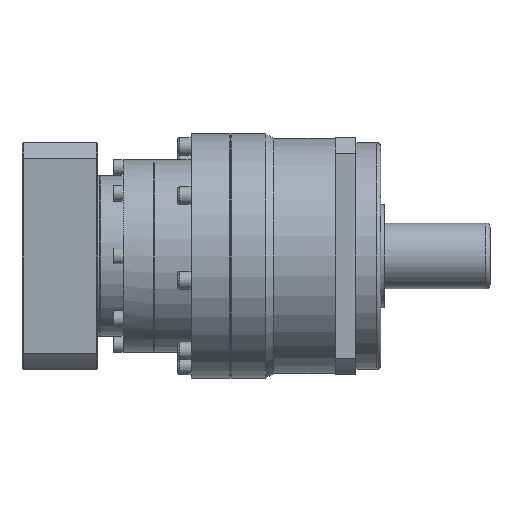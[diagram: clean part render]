
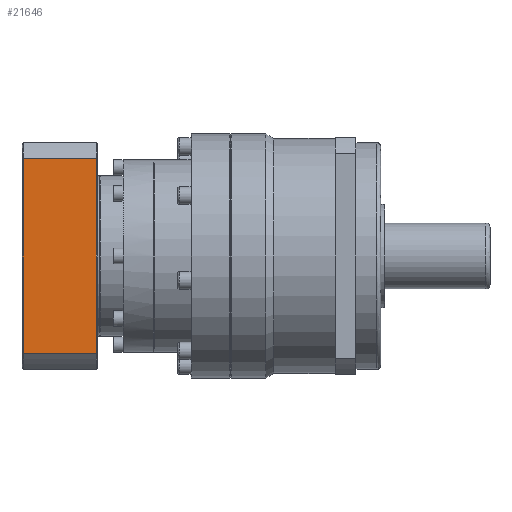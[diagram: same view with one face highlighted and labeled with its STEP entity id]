
A CAD part, front view. The second image highlights one B-rep face of the part: STEP entity #21646.
In plain terms, the highlighted planar face has unit normal (0, -1, 0).
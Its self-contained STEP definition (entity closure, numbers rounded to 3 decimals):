
#540 = CARTESIAN_POINT ( 'NONE',  ( -55., -55., 0. ) ) ;
#769 = VECTOR ( 'NONE', #11414, 1000. ) ;
#2223 = AXIS2_PLACEMENT_3D ( 'NONE', #540, #13598, #2371 ) ;
#2371 = DIRECTION ( 'NONE',  ( 1., 0., 0. ) ) ;
#2425 = VERTEX_POINT ( 'NONE', #16344 ) ;
#2822 = ORIENTED_EDGE ( 'NONE', *, *, #12149, .T. ) ;
#3038 = EDGE_CURVE ( 'NONE', #9933, #2425, #15063, .T. ) ;
#4402 = VECTOR ( 'NONE', #19815, 1000. ) ;
#6903 = VECTOR ( 'NONE', #23884, 1000. ) ;
#8791 = VECTOR ( 'NONE', #11968, 1000. ) ;
#9265 = CARTESIAN_POINT ( 'NONE',  ( 47.236, -55., 4. ) ) ;
#9933 = VERTEX_POINT ( 'NONE', #9265 ) ;
#10095 = CARTESIAN_POINT ( 'NONE',  ( -47.236, -55., 0. ) ) ;
#11414 = DIRECTION ( 'NONE',  ( 0., 0., 1. ) ) ;
#11653 = PLANE ( 'NONE',  #2223 ) ;
#11893 = CARTESIAN_POINT ( 'NONE',  ( 47.236, -55., 0. ) ) ;
#11901 = LINE ( 'NONE', #12775, #6903 ) ;
#11968 = DIRECTION ( 'NONE',  ( 0., 0., -1. ) ) ;
#12040 = CARTESIAN_POINT ( 'NONE',  ( -47.236, -55., 39.5 ) ) ;
#12149 = EDGE_CURVE ( 'NONE', #2425, #13232, #11901, .T. ) ;
#12775 = CARTESIAN_POINT ( 'NONE',  ( -55., -55., 39.5 ) ) ;
#13232 = VERTEX_POINT ( 'NONE', #12040 ) ;
#13351 = EDGE_CURVE ( 'NONE', #9933, #22949, #23644, .T. ) ;
#13598 = DIRECTION ( 'NONE',  ( 0., -1., 0. ) ) ;
#13756 = LINE ( 'NONE', #10095, #8791 ) ;
#14312 = CARTESIAN_POINT ( 'NONE',  ( -27.5, -55., 4. ) ) ;
#15063 = LINE ( 'NONE', #11893, #769 ) ;
#16344 = CARTESIAN_POINT ( 'NONE',  ( 47.236, -55., 39.5 ) ) ;
#17414 = EDGE_LOOP ( 'NONE', ( #2822, #23416, #21457, #17924 ) ) ;
#17924 = ORIENTED_EDGE ( 'NONE', *, *, #3038, .T. ) ;
#19815 = DIRECTION ( 'NONE',  ( -1., 0., 0. ) ) ;
#20177 = EDGE_CURVE ( 'NONE', #13232, #22949, #13756, .T. ) ;
#21104 = FACE_OUTER_BOUND ( 'NONE', #17414, .T. ) ;
#21457 = ORIENTED_EDGE ( 'NONE', *, *, #13351, .F. ) ;
#21646 = ADVANCED_FACE ( 'NONE', ( #21104 ), #11653, .T. ) ;
#22802 = CARTESIAN_POINT ( 'NONE',  ( -47.236, -55., 4. ) ) ;
#22949 = VERTEX_POINT ( 'NONE', #22802 ) ;
#23416 = ORIENTED_EDGE ( 'NONE', *, *, #20177, .T. ) ;
#23644 = LINE ( 'NONE', #14312, #4402 ) ;
#23884 = DIRECTION ( 'NONE',  ( -1., 0., 0. ) ) ;
